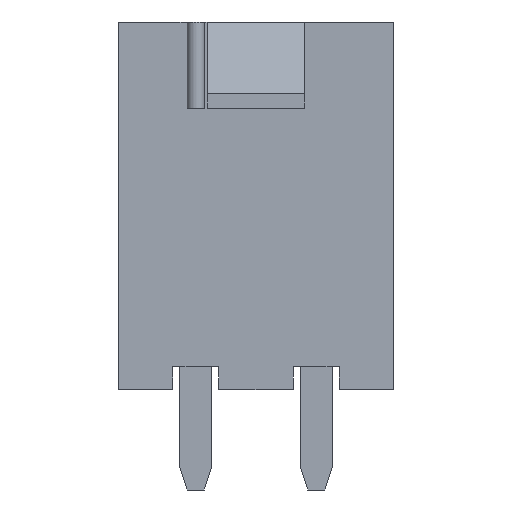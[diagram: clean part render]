
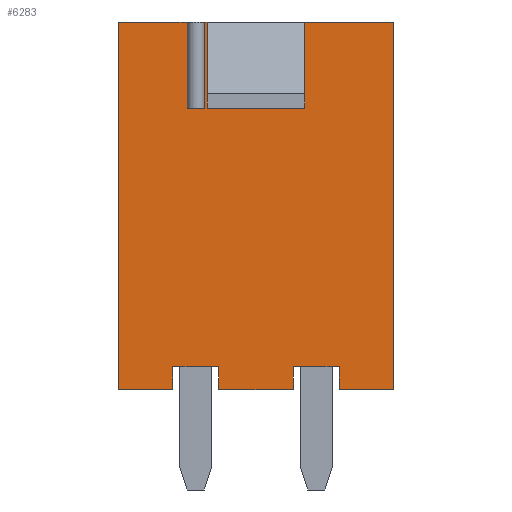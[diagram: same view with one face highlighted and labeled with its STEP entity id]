
A CAD part, front view. The second image highlights one B-rep face of the part: STEP entity #6283.
In plain terms, the highlighted face is planar.
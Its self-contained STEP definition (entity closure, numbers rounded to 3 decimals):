
#637=ORIENTED_EDGE('',*,*,#1654,.F.);
#638=ORIENTED_EDGE('',*,*,#1651,.T.);
#639=ORIENTED_EDGE('',*,*,#1653,.T.);
#640=ORIENTED_EDGE('',*,*,#1854,.F.);
#641=ORIENTED_EDGE('',*,*,#1844,.T.);
#642=ORIENTED_EDGE('',*,*,#1877,.T.);
#643=ORIENTED_EDGE('',*,*,#1706,.T.);
#644=ORIENTED_EDGE('',*,*,#1864,.T.);
#645=ORIENTED_EDGE('',*,*,#1710,.T.);
#646=ORIENTED_EDGE('',*,*,#1878,.T.);
#647=ORIENTED_EDGE('',*,*,#1820,.T.);
#648=ORIENTED_EDGE('',*,*,#1791,.T.);
#649=ORIENTED_EDGE('',*,*,#1826,.T.);
#650=ORIENTED_EDGE('',*,*,#1838,.T.);
#651=ORIENTED_EDGE('',*,*,#1834,.F.);
#652=ORIENTED_EDGE('',*,*,#1852,.F.);
#653=ORIENTED_EDGE('',*,*,#1660,.F.);
#654=ORIENTED_EDGE('',*,*,#1661,.F.);
#655=ORIENTED_EDGE('',*,*,#1664,.F.);
#656=ORIENTED_EDGE('',*,*,#1855,.F.);
#1651=EDGE_CURVE('',#2341,#2340,#2784,.T.);
#1653=EDGE_CURVE('',#2340,#2342,#2785,.T.);
#1654=EDGE_CURVE('',#2341,#2343,#2786,.T.);
#1660=EDGE_CURVE('',#2347,#2346,#2792,.T.);
#1661=EDGE_CURVE('',#2348,#2347,#2793,.T.);
#1664=EDGE_CURVE('',#2349,#2348,#2796,.T.);
#1706=EDGE_CURVE('',#2377,#2380,#2831,.T.);
#1710=EDGE_CURVE('',#2381,#2384,#2835,.T.);
#1791=EDGE_CURVE('',#2449,#2448,#2908,.T.);
#1820=EDGE_CURVE('',#2468,#2449,#2937,.T.);
#1826=EDGE_CURVE('',#2448,#2473,#2943,.T.);
#1834=EDGE_CURVE('',#2479,#2480,#2951,.T.);
#1838=EDGE_CURVE('',#2473,#2480,#2955,.T.);
#1844=EDGE_CURVE('',#2485,#2484,#2961,.T.);
#1852=EDGE_CURVE('',#2346,#2479,#2969,.T.);
#1854=EDGE_CURVE('',#2485,#2342,#2971,.T.);
#1855=EDGE_CURVE('',#2343,#2349,#2972,.T.);
#1864=EDGE_CURVE('',#2380,#2381,#2981,.T.);
#1877=EDGE_CURVE('',#2484,#2377,#2994,.T.);
#1878=EDGE_CURVE('',#2384,#2468,#2995,.T.);
#2340=VERTEX_POINT('',#8252);
#2341=VERTEX_POINT('',#8253);
#2342=VERTEX_POINT('',#8257);
#2343=VERTEX_POINT('',#8258);
#2346=VERTEX_POINT('',#8269);
#2347=VERTEX_POINT('',#8271);
#2348=VERTEX_POINT('',#8275);
#2349=VERTEX_POINT('',#8279);
#2377=VERTEX_POINT('',#8357);
#2380=VERTEX_POINT('',#8362);
#2381=VERTEX_POINT('',#8366);
#2384=VERTEX_POINT('',#8371);
#2448=VERTEX_POINT('',#8533);
#2449=VERTEX_POINT('',#8535);
#2468=VERTEX_POINT('',#8587);
#2473=VERTEX_POINT('',#8601);
#2479=VERTEX_POINT('',#8617);
#2480=VERTEX_POINT('',#8619);
#2484=VERTEX_POINT('',#8635);
#2485=VERTEX_POINT('',#8637);
#2784=LINE('',#8254,#3367);
#2785=LINE('',#8259,#3368);
#2786=LINE('',#8260,#3369);
#2792=LINE('',#8272,#3375);
#2793=LINE('',#8274,#3376);
#2796=LINE('',#8280,#3379);
#2831=LINE('',#8363,#3414);
#2835=LINE('',#8372,#3418);
#2908=LINE('',#8534,#3491);
#2937=LINE('',#8590,#3520);
#2943=LINE('',#8602,#3526);
#2951=LINE('',#8618,#3534);
#2955=LINE('',#8625,#3538);
#2961=LINE('',#8636,#3544);
#2969=LINE('',#8650,#3552);
#2971=LINE('',#8652,#3554);
#2972=LINE('',#8653,#3555);
#2981=LINE('',#8664,#3564);
#2994=LINE('',#8685,#3577);
#2995=LINE('',#8686,#3578);
#3367=VECTOR('',#6927,1000.);
#3368=VECTOR('',#6932,1000.);
#3369=VECTOR('',#6933,1000.);
#3375=VECTOR('',#6943,1000.);
#3376=VECTOR('',#6946,1000.);
#3379=VECTOR('',#6951,1000.);
#3414=VECTOR('',#7020,1000.);
#3418=VECTOR('',#7026,1000.);
#3491=VECTOR('',#7149,1000.);
#3520=VECTOR('',#7190,1000.);
#3526=VECTOR('',#7200,1000.);
#3534=VECTOR('',#7212,1000.);
#3538=VECTOR('',#7218,1000.);
#3544=VECTOR('',#7228,1000.);
#3552=VECTOR('',#7240,1000.);
#3554=VECTOR('',#7242,1000.);
#3555=VECTOR('',#7243,1000.);
#3564=VECTOR('',#7256,1000.);
#3577=VECTOR('',#7277,1000.);
#3578=VECTOR('',#7278,1000.);
#3960=EDGE_LOOP('',(#637,#638,#639,#640,#641,#642,#643,#644,#645,#646,#647,
#648,#649,#650,#651,#652,#653,#654,#655,#656));
#4203=FACE_BOUND('',#3960,.T.);
#4439=PLANE('',#6555);
#6283=ADVANCED_FACE('',(#4203),#4439,.T.);
#6555=AXIS2_PLACEMENT_3D('',#8684,#7275,#7276);
#6927=DIRECTION('',(1.,0.,0.));
#6932=DIRECTION('',(0.,0.,1.));
#6933=DIRECTION('',(0.,0.,1.));
#6943=DIRECTION('',(0.,0.,1.));
#6946=DIRECTION('',(-1.,0.,0.));
#6951=DIRECTION('',(0.,0.,-1.));
#7020=DIRECTION('',(0.,0.,1.));
#7026=DIRECTION('',(0.,0.,-1.));
#7149=DIRECTION('',(-1.,0.,0.));
#7190=DIRECTION('',(0.,0.,1.));
#7200=DIRECTION('',(0.,0.,-1.));
#7212=DIRECTION('',(0.,0.,-1.));
#7218=DIRECTION('',(-1.,0.,0.));
#7228=DIRECTION('',(0.,0.,-1.));
#7240=DIRECTION('',(-1.,0.,0.));
#7242=DIRECTION('',(-1.,0.,0.));
#7243=DIRECTION('',(-1.,0.,0.));
#7256=DIRECTION('',(-1.,0.,0.));
#7275=DIRECTION('',(0.,1.,0.));
#7276=DIRECTION('',(0.,0.,1.));
#7277=DIRECTION('',(-1.,0.,0.));
#7278=DIRECTION('',(-1.,0.,0.));
#8252=CARTESIAN_POINT('',(2.4,2.7,3.4));
#8253=CARTESIAN_POINT('',(1.8,2.7,3.4));
#8254=CARTESIAN_POINT('',(1.8,2.7,3.4));
#8257=CARTESIAN_POINT('',(2.4,2.7,6.4));
#8258=CARTESIAN_POINT('',(1.8,2.7,6.4));
#8259=CARTESIAN_POINT('',(2.4,2.7,3.4));
#8260=CARTESIAN_POINT('',(1.8,2.7,3.4));
#8269=CARTESIAN_POINT('',(-1.7,2.7,6.4));
#8271=CARTESIAN_POINT('',(-1.7,2.7,3.4));
#8272=CARTESIAN_POINT('',(-1.7,2.7,3.4));
#8274=CARTESIAN_POINT('',(1.7,2.7,3.4));
#8275=CARTESIAN_POINT('',(1.7,2.7,3.4));
#8279=CARTESIAN_POINT('',(1.7,2.7,6.4));
#8280=CARTESIAN_POINT('',(1.7,2.7,6.4));
#8357=CARTESIAN_POINT('',(2.9,2.7,-6.4));
#8362=CARTESIAN_POINT('',(2.9,2.7,-5.6));
#8363=CARTESIAN_POINT('',(2.9,2.7,6.4));
#8366=CARTESIAN_POINT('',(1.3,2.7,-5.6));
#8371=CARTESIAN_POINT('',(1.3,2.7,-6.4));
#8372=CARTESIAN_POINT('',(1.3,2.7,6.4));
#8533=CARTESIAN_POINT('',(-2.9,2.7,-5.6));
#8534=CARTESIAN_POINT('',(4.8,2.7,-5.6));
#8535=CARTESIAN_POINT('',(-1.3,2.7,-5.6));
#8587=CARTESIAN_POINT('',(-1.3,2.7,-6.4));
#8590=CARTESIAN_POINT('',(-1.3,2.7,6.4));
#8601=CARTESIAN_POINT('',(-2.9,2.7,-6.4));
#8602=CARTESIAN_POINT('',(-2.9,2.7,6.4));
#8617=CARTESIAN_POINT('',(-4.8,2.7,6.4));
#8618=CARTESIAN_POINT('',(-4.8,2.7,6.4));
#8619=CARTESIAN_POINT('',(-4.8,2.7,-6.4));
#8625=CARTESIAN_POINT('',(4.8,2.7,-6.4));
#8635=CARTESIAN_POINT('',(4.8,2.7,-6.4));
#8636=CARTESIAN_POINT('',(4.8,2.7,6.4));
#8637=CARTESIAN_POINT('',(4.8,2.7,6.4));
#8650=CARTESIAN_POINT('',(4.8,2.7,6.4));
#8652=CARTESIAN_POINT('',(4.8,2.7,6.4));
#8653=CARTESIAN_POINT('',(4.8,2.7,6.4));
#8664=CARTESIAN_POINT('',(4.8,2.7,-5.6));
#8684=CARTESIAN_POINT('',(4.8,2.7,6.4));
#8685=CARTESIAN_POINT('',(4.8,2.7,-6.4));
#8686=CARTESIAN_POINT('',(4.8,2.7,-6.4));
